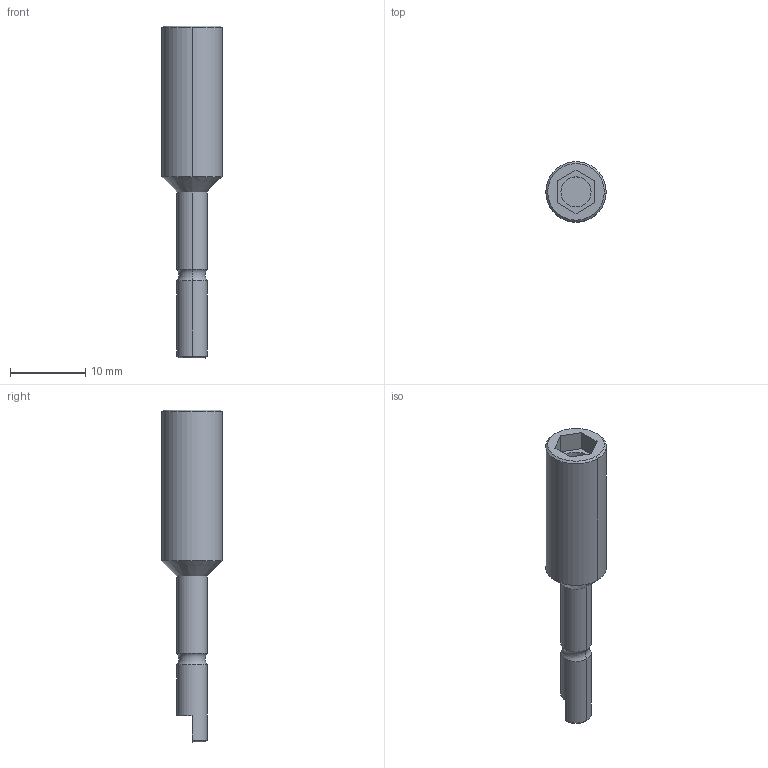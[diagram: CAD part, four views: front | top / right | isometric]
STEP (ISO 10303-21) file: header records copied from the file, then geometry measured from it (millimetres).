
FILE_DESCRIPTION((''),'2;1');
FILE_NAME('4023000250','2024-01-02T12:45:29',('a00565553'),(''),'CREO PARAMETRIC BY PTC INC, 2022414','CREO PARAMETRIC BY PTC INC, 2022414','');
FILE_SCHEMA(('CONFIG_CONTROL_DESIGN','GEOMETRIC_VALIDATION_PROPERTIES_MIM'));
Length unit declared in the file: millimetre
Products named in the file (1): 4023000250
Bounding box: 8 x 8 x 44 mm (x, y, z)
Volume: 1102.2 mm3; surface area: 1083 mm2
Topology: 1 solids, 1 shells, 27 faces, 59 edges, 36 vertices
Faces by surface type: plane 12, cylinder 8, cone 5, torus 2
Entity records: 1038 total; most frequent: DIRECTION 136, CARTESIAN_POINT 124, ORIENTED_EDGE 118, PRESENTATION_STYLE_ASSIGNMENT 60, STYLED_ITEM 60, CURVE_STYLE 59, EDGE_CURVE 59, AXIS2_PLACEMENT_3D 50
